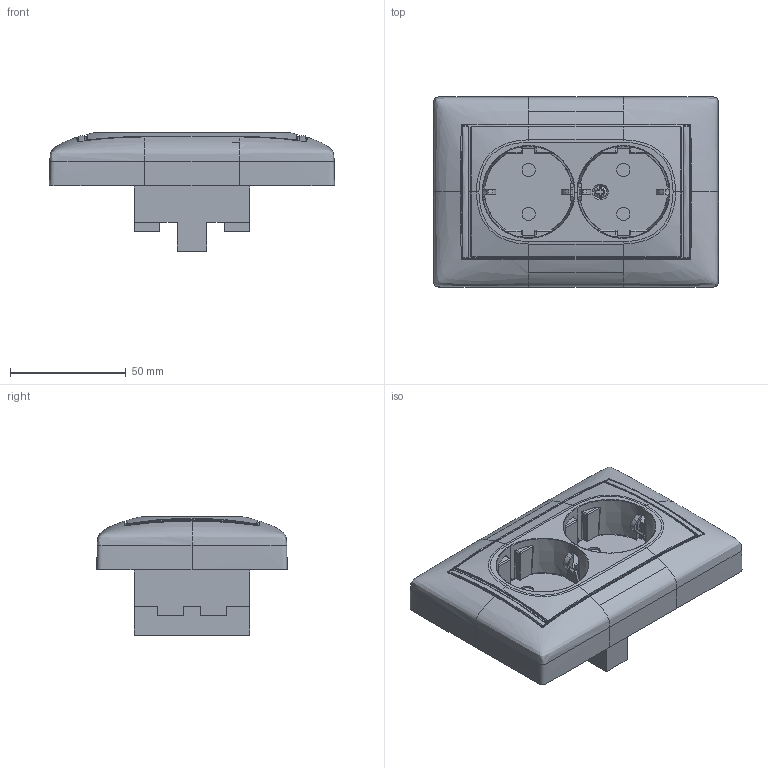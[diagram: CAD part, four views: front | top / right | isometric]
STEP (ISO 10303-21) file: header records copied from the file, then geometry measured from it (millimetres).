
FILE_DESCRIPTION (( 'STEP AP214' ), '1' );
FILE_NAME ('774400.STEP', '2025-09-02T10:28:09', ( '' ), ( '' ), 'SwSTEP 2.0', 'SolidWorks 2022', '' );
FILE_SCHEMA (( 'AUTOMOTIVE_DESIGN' ));
Length unit declared in the file: millimetre
Products named in the file (1): 774400
Bounding box: 123.37 x 82.37 x 51.2 mm (x, y, z)
Volume: 190119.9 mm3; surface area: 52929.2 mm2
Topology: 1 solids, 10 shells, 647 faces, 1706 edges, 1075 vertices
Faces by surface type: plane 239, bspline 165, cylinder 144, cone 54, torus 29, sphere 16
Entity records: 63216 total; most frequent: CARTESIAN_POINT 49418, ORIENTED_EDGE 3390, DIRECTION 2110, EDGE_CURVE 1695, VERTEX_POINT 1073, B_SPLINE_CURVE_WITH_KNOTS 770, AXIS2_PLACEMENT_3D 762, EDGE_LOOP 658
